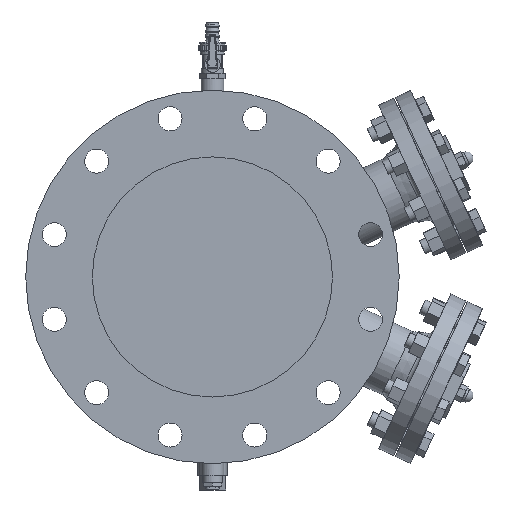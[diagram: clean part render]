
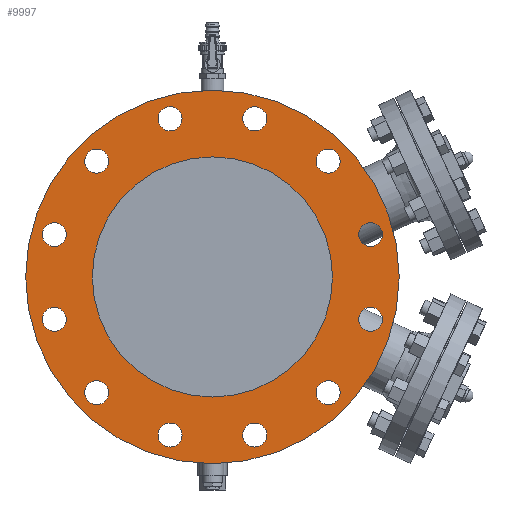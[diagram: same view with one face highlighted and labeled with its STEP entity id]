
A CAD part, left-side view. The second image highlights one B-rep face of the part: STEP entity #9997.
In plain terms, the highlighted planar face has unit normal (-1, 0, 0).
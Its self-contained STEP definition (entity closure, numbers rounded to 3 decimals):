
#324=FACE_BOUND('',#2070,.T.);
#325=FACE_BOUND('',#2071,.T.);
#326=FACE_BOUND('',#2072,.T.);
#327=FACE_BOUND('',#2073,.T.);
#328=FACE_BOUND('',#2074,.T.);
#329=FACE_BOUND('',#2075,.T.);
#330=FACE_BOUND('',#2076,.T.);
#331=FACE_BOUND('',#2077,.T.);
#332=FACE_BOUND('',#2078,.T.);
#333=FACE_BOUND('',#2079,.T.);
#334=FACE_BOUND('',#2080,.T.);
#335=FACE_BOUND('',#2081,.T.);
#336=FACE_BOUND('',#2082,.T.);
#1175=FACE_OUTER_BOUND('',#2069,.T.);
#2069=EDGE_LOOP('',(#8889));
#2070=EDGE_LOOP('',(#8890));
#2071=EDGE_LOOP('',(#8891));
#2072=EDGE_LOOP('',(#8892));
#2073=EDGE_LOOP('',(#8893));
#2074=EDGE_LOOP('',(#8894));
#2075=EDGE_LOOP('',(#8895));
#2076=EDGE_LOOP('',(#8896));
#2077=EDGE_LOOP('',(#8897));
#2078=EDGE_LOOP('',(#8898));
#2079=EDGE_LOOP('',(#8899));
#2080=EDGE_LOOP('',(#8900));
#2081=EDGE_LOOP('',(#8901));
#2082=EDGE_LOOP('',(#8902));
#4186=CIRCLE('',#11008,130.2);
#4188=CIRCLE('',#11012,13.);
#4190=CIRCLE('',#11015,13.);
#4192=CIRCLE('',#11018,13.);
#4194=CIRCLE('',#11021,13.);
#4196=CIRCLE('',#11024,13.);
#4198=CIRCLE('',#11027,13.);
#4200=CIRCLE('',#11030,13.);
#4202=CIRCLE('',#11033,13.);
#4204=CIRCLE('',#11036,13.);
#4206=CIRCLE('',#11039,13.);
#4208=CIRCLE('',#11042,13.);
#4210=CIRCLE('',#11045,13.);
#4212=CIRCLE('',#11051,202.5);
#5096=VERTEX_POINT('',#17406);
#5098=VERTEX_POINT('',#17412);
#5100=VERTEX_POINT('',#17417);
#5102=VERTEX_POINT('',#17422);
#5104=VERTEX_POINT('',#17427);
#5106=VERTEX_POINT('',#17432);
#5108=VERTEX_POINT('',#17437);
#5110=VERTEX_POINT('',#17442);
#5112=VERTEX_POINT('',#17447);
#5114=VERTEX_POINT('',#17452);
#5116=VERTEX_POINT('',#17457);
#5118=VERTEX_POINT('',#17462);
#5120=VERTEX_POINT('',#17467);
#5122=VERTEX_POINT('',#17569);
#6372=EDGE_CURVE('',#5096,#5096,#4186,.T.);
#6374=EDGE_CURVE('',#5098,#5098,#4188,.T.);
#6376=EDGE_CURVE('',#5100,#5100,#4190,.T.);
#6378=EDGE_CURVE('',#5102,#5102,#4192,.T.);
#6380=EDGE_CURVE('',#5104,#5104,#4194,.T.);
#6382=EDGE_CURVE('',#5106,#5106,#4196,.T.);
#6384=EDGE_CURVE('',#5108,#5108,#4198,.T.);
#6386=EDGE_CURVE('',#5110,#5110,#4200,.T.);
#6388=EDGE_CURVE('',#5112,#5112,#4202,.T.);
#6390=EDGE_CURVE('',#5114,#5114,#4204,.T.);
#6392=EDGE_CURVE('',#5116,#5116,#4206,.T.);
#6394=EDGE_CURVE('',#5118,#5118,#4208,.T.);
#6396=EDGE_CURVE('',#5120,#5120,#4210,.T.);
#6399=EDGE_CURVE('',#5122,#5122,#4212,.T.);
#8889=ORIENTED_EDGE('',*,*,#6399,.F.);
#8890=ORIENTED_EDGE('',*,*,#6372,.T.);
#8891=ORIENTED_EDGE('',*,*,#6374,.T.);
#8892=ORIENTED_EDGE('',*,*,#6376,.T.);
#8893=ORIENTED_EDGE('',*,*,#6378,.T.);
#8894=ORIENTED_EDGE('',*,*,#6380,.T.);
#8895=ORIENTED_EDGE('',*,*,#6382,.T.);
#8896=ORIENTED_EDGE('',*,*,#6384,.T.);
#8897=ORIENTED_EDGE('',*,*,#6386,.T.);
#8898=ORIENTED_EDGE('',*,*,#6388,.T.);
#8899=ORIENTED_EDGE('',*,*,#6390,.T.);
#8900=ORIENTED_EDGE('',*,*,#6392,.T.);
#8901=ORIENTED_EDGE('',*,*,#6394,.T.);
#8902=ORIENTED_EDGE('',*,*,#6396,.T.);
#9384=PLANE('',#11050);
#9997=ADVANCED_FACE('',(#1175,#324,#325,#326,#327,#328,#329,#330,#331,#332,
#333,#334,#335,#336),#9384,.T.);
#11008=AXIS2_PLACEMENT_3D('',#17407,#13892,#13893);
#11012=AXIS2_PLACEMENT_3D('',#17413,#13900,#13901);
#11015=AXIS2_PLACEMENT_3D('',#17418,#13906,#13907);
#11018=AXIS2_PLACEMENT_3D('',#17423,#13912,#13913);
#11021=AXIS2_PLACEMENT_3D('',#17428,#13918,#13919);
#11024=AXIS2_PLACEMENT_3D('',#17433,#13924,#13925);
#11027=AXIS2_PLACEMENT_3D('',#17438,#13930,#13931);
#11030=AXIS2_PLACEMENT_3D('',#17443,#13936,#13937);
#11033=AXIS2_PLACEMENT_3D('',#17448,#13942,#13943);
#11036=AXIS2_PLACEMENT_3D('',#17453,#13948,#13949);
#11039=AXIS2_PLACEMENT_3D('',#17458,#13954,#13955);
#11042=AXIS2_PLACEMENT_3D('',#17463,#13960,#13961);
#11045=AXIS2_PLACEMENT_3D('',#17468,#13966,#13967);
#11050=AXIS2_PLACEMENT_3D('',#17568,#13976,#13977);
#11051=AXIS2_PLACEMENT_3D('',#17570,#13978,#13979);
#13892=DIRECTION('center_axis',(1.,0.,0.));
#13893=DIRECTION('ref_axis',(0.,1.,0.));
#13900=DIRECTION('center_axis',(1.,0.,0.));
#13901=DIRECTION('ref_axis',(0.,0.866,-0.5));
#13906=DIRECTION('center_axis',(1.,0.,0.));
#13907=DIRECTION('ref_axis',(0.,0.5,-0.866));
#13912=DIRECTION('center_axis',(1.,0.,0.));
#13913=DIRECTION('ref_axis',(0.,0.,-1.));
#13918=DIRECTION('center_axis',(1.,0.,0.));
#13919=DIRECTION('ref_axis',(0.,-0.5,-0.866));
#13924=DIRECTION('center_axis',(1.,0.,0.));
#13925=DIRECTION('ref_axis',(0.,-0.866,-0.5));
#13930=DIRECTION('center_axis',(1.,0.,0.));
#13931=DIRECTION('ref_axis',(0.,-1.,0.));
#13936=DIRECTION('center_axis',(1.,0.,0.));
#13937=DIRECTION('ref_axis',(0.,-0.866,0.5));
#13942=DIRECTION('center_axis',(1.,0.,0.));
#13943=DIRECTION('ref_axis',(0.,-0.5,0.866));
#13948=DIRECTION('center_axis',(1.,0.,0.));
#13949=DIRECTION('ref_axis',(0.,0.,1.));
#13954=DIRECTION('center_axis',(1.,0.,0.));
#13955=DIRECTION('ref_axis',(0.,0.5,0.866));
#13960=DIRECTION('center_axis',(1.,0.,0.));
#13961=DIRECTION('ref_axis',(0.,0.866,0.5));
#13966=DIRECTION('center_axis',(1.,0.,0.));
#13967=DIRECTION('ref_axis',(0.,1.,0.));
#13976=DIRECTION('center_axis',(-1.,0.,0.));
#13977=DIRECTION('ref_axis',(0.,-1.,0.));
#13978=DIRECTION('center_axis',(1.,0.,0.));
#13979=DIRECTION('ref_axis',(0.,1.,0.));
#17406=CARTESIAN_POINT('',(0.,-130.2,0.));
#17407=CARTESIAN_POINT('Origin',(0.,0.,0.));
#17412=CARTESIAN_POINT('',(0.,160.194,-39.44));
#17413=CARTESIAN_POINT('Origin',(0.,171.452,-45.94));
#17417=CARTESIAN_POINT('',(0.,119.011,-114.253));
#17418=CARTESIAN_POINT('Origin',(0.,125.511,-125.511));
#17422=CARTESIAN_POINT('',(0.,45.94,-158.452));
#17423=CARTESIAN_POINT('Origin',(0.,45.94,-171.452));
#17427=CARTESIAN_POINT('',(0.,-39.44,-160.194));
#17428=CARTESIAN_POINT('Origin',(0.,-45.94,-171.452));
#17432=CARTESIAN_POINT('',(0.,-114.253,-119.011));
#17433=CARTESIAN_POINT('Origin',(0.,-125.511,-125.511));
#17437=CARTESIAN_POINT('',(0.,-158.452,-45.94));
#17438=CARTESIAN_POINT('Origin',(0.,-171.452,-45.94));
#17442=CARTESIAN_POINT('',(0.,-160.194,39.44));
#17443=CARTESIAN_POINT('Origin',(0.,-171.452,45.94));
#17447=CARTESIAN_POINT('',(0.,-119.011,114.253));
#17448=CARTESIAN_POINT('Origin',(0.,-125.511,125.511));
#17452=CARTESIAN_POINT('',(0.,-45.94,158.452));
#17453=CARTESIAN_POINT('Origin',(0.,-45.94,171.452));
#17457=CARTESIAN_POINT('',(0.,39.44,160.194));
#17458=CARTESIAN_POINT('Origin',(0.,45.94,171.452));
#17462=CARTESIAN_POINT('',(0.,114.253,119.011));
#17463=CARTESIAN_POINT('Origin',(0.,125.511,125.511));
#17467=CARTESIAN_POINT('',(0.,158.452,45.94));
#17468=CARTESIAN_POINT('Origin',(0.,171.452,45.94));
#17568=CARTESIAN_POINT('Origin',(0.,0.,202.5));
#17569=CARTESIAN_POINT('',(0.,0.,202.5));
#17570=CARTESIAN_POINT('Origin',(0.,0.,0.));
